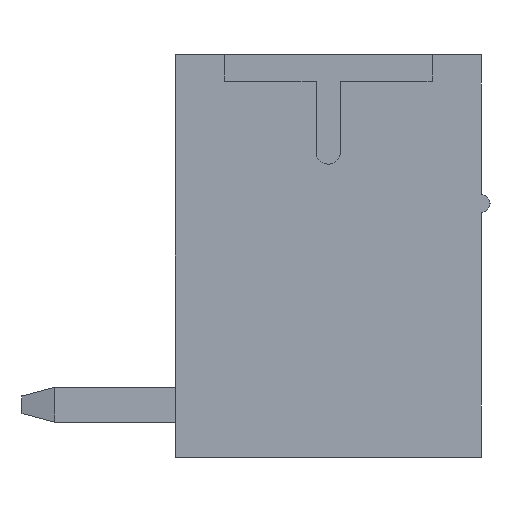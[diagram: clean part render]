
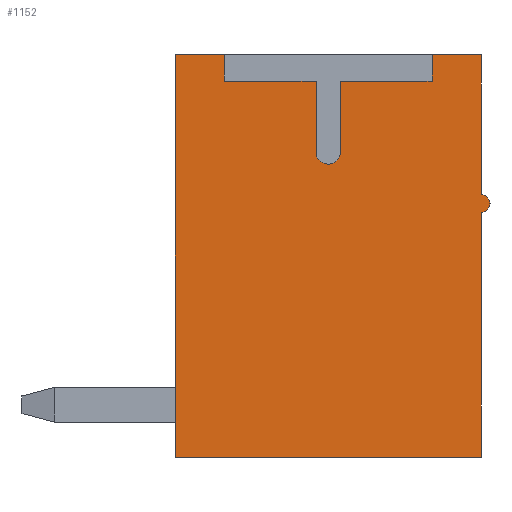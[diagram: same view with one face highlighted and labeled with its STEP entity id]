
A CAD part, left-side view. The second image highlights one B-rep face of the part: STEP entity #1152.
In plain terms, the highlighted planar face has unit normal (-1, 0, 0).
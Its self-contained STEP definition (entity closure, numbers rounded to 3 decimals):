
#1152 = ADVANCED_FACE( '', ( #2391 ), #2392, .F. );
#2391 = FACE_OUTER_BOUND( '', #3734, .T. );
#2392 = PLANE( '', #3735 );
#3734 = EDGE_LOOP( '', ( #6876, #6877, #6878, #6879, #6880, #6881, #6882, #6883, #6884, #6885, #6886, #6887, #6888, #6889 ) );
#3735 = AXIS2_PLACEMENT_3D( '', #6890, #6891, #6892 );
#6876 = ORIENTED_EDGE( '', *, *, #8669, .T. );
#6877 = ORIENTED_EDGE( '', *, *, #9592, .T. );
#6878 = ORIENTED_EDGE( '', *, *, #9593, .T. );
#6879 = ORIENTED_EDGE( '', *, *, #8850, .T. );
#6880 = ORIENTED_EDGE( '', *, *, #9594, .T. );
#6881 = ORIENTED_EDGE( '', *, *, #8402, .T. );
#6882 = ORIENTED_EDGE( '', *, *, #9211, .T. );
#6883 = ORIENTED_EDGE( '', *, *, #9179, .T. );
#6884 = ORIENTED_EDGE( '', *, *, #8433, .T. );
#6885 = ORIENTED_EDGE( '', *, *, #9595, .T. );
#6886 = ORIENTED_EDGE( '', *, *, #9596, .T. );
#6887 = ORIENTED_EDGE( '', *, *, #8689, .T. );
#6888 = ORIENTED_EDGE( '', *, *, #9230, .T. );
#6889 = ORIENTED_EDGE( '', *, *, #8579, .T. );
#6890 = CARTESIAN_POINT( '', ( -17.59, 0., 2.375 ) );
#6891 = DIRECTION( '', ( 1., 0., 0. ) );
#6892 = DIRECTION( '', ( 0., 0., -1. ) );
#8402 = EDGE_CURVE( '', #10140, #10138, #10141, .T. );
#8433 = EDGE_CURVE( '', #10194, #10192, #10195, .T. );
#8579 = EDGE_CURVE( '', #10450, #10451, #10452, .F. );
#8669 = EDGE_CURVE( '', #10451, #10607, #10608, .T. );
#8689 = EDGE_CURVE( '', #10641, #10642, #10643, .T. );
#8850 = EDGE_CURVE( '', #10916, #10914, #10917, .T. );
#9179 = EDGE_CURVE( '', #11418, #10194, #11419, .T. );
#9211 = EDGE_CURVE( '', #10138, #11418, #11460, .T. );
#9230 = EDGE_CURVE( '', #10642, #10450, #11487, .T. );
#9592 = EDGE_CURVE( '', #10607, #11971, #11972, .T. );
#9593 = EDGE_CURVE( '', #11971, #10916, #11973, .T. );
#9594 = EDGE_CURVE( '', #10914, #10140, #11974, .T. );
#9595 = EDGE_CURVE( '', #10192, #11975, #11976, .T. );
#9596 = EDGE_CURVE( '', #11975, #10641, #11977, .T. );
#10138 = VERTEX_POINT( '', #12663 );
#10140 = VERTEX_POINT( '', #12666 );
#10141 = CIRCLE( '', #12667, 0.275 );
#10192 = VERTEX_POINT( '', #12739 );
#10194 = VERTEX_POINT( '', #12742 );
#10195 = LINE( '', #12743, #12744 );
#10450 = VERTEX_POINT( '', #13112 );
#10451 = VERTEX_POINT( '', #13113 );
#10452 = CIRCLE( '', #13114, 0.2 );
#10607 = VERTEX_POINT( '', #13336 );
#10608 = LINE( '', #13337, #13338 );
#10641 = VERTEX_POINT( '', #13386 );
#10642 = VERTEX_POINT( '', #13387 );
#10643 = LINE( '', #13388, #13389 );
#10914 = VERTEX_POINT( '', #13788 );
#10916 = VERTEX_POINT( '', #13791 );
#10917 = LINE( '', #13792, #13793 );
#11418 = VERTEX_POINT( '', #14529 );
#11419 = LINE( '', #14530, #14531 );
#11460 = LINE( '', #14595, #14596 );
#11487 = LINE( '', #14636, #14637 );
#11971 = VERTEX_POINT( '', #15365 );
#11972 = LINE( '', #15366, #15367 );
#11973 = LINE( '', #15368, #15369 );
#11974 = LINE( '', #15370, #15371 );
#11975 = VERTEX_POINT( '', #15372 );
#11976 = LINE( '', #15373, #15374 );
#11977 = LINE( '', #15375, #15376 );
#12663 = CARTESIAN_POINT( '', ( -17.59, 0.275, 2.375 ) );
#12666 = CARTESIAN_POINT( '', ( -17.59, -0.275, 2.375 ) );
#12667 = AXIS2_PLACEMENT_3D( '', #15967, #15968, #15969 );
#12739 = CARTESIAN_POINT( '', ( -17.59, 2.375, 4.6 ) );
#12742 = CARTESIAN_POINT( '', ( -17.59, 2.375, 4. ) );
#12743 = CARTESIAN_POINT( '', ( -17.59, 2.375, 4. ) );
#12744 = VECTOR( '', #15998, 1000. );
#13112 = CARTESIAN_POINT( '', ( -17.59, -3.5, 1. ) );
#13113 = CARTESIAN_POINT( '', ( -17.59, -3.5, 1.4 ) );
#13114 = AXIS2_PLACEMENT_3D( '', #16130, #16131, #16132 );
#13336 = CARTESIAN_POINT( '', ( -17.59, -3.5, 4.6 ) );
#13337 = CARTESIAN_POINT( '', ( -17.59, -3.5, 1.4 ) );
#13338 = VECTOR( '', #16212, 1000. );
#13386 = CARTESIAN_POINT( '', ( -17.59, 3.5, -4.6 ) );
#13387 = CARTESIAN_POINT( '', ( -17.59, -3.5, -4.6 ) );
#13388 = CARTESIAN_POINT( '', ( -17.59, 3.5, -4.6 ) );
#13389 = VECTOR( '', #16228, 1000. );
#13788 = CARTESIAN_POINT( '', ( -17.59, -0.275, 4. ) );
#13791 = CARTESIAN_POINT( '', ( -17.59, -2.375, 4. ) );
#13792 = CARTESIAN_POINT( '', ( -17.59, -2.375, 4. ) );
#13793 = VECTOR( '', #16382, 1000. );
#14529 = CARTESIAN_POINT( '', ( -17.59, 0.275, 4. ) );
#14530 = CARTESIAN_POINT( '', ( -17.59, 0.275, 4. ) );
#14531 = VECTOR( '', #16678, 1000. );
#14595 = CARTESIAN_POINT( '', ( -17.59, 0.275, 2.375 ) );
#14596 = VECTOR( '', #16705, 1000. );
#14636 = CARTESIAN_POINT( '', ( -17.59, -3.5, -4.6 ) );
#14637 = VECTOR( '', #16719, 1000. );
#15365 = CARTESIAN_POINT( '', ( -17.59, -2.375, 4.6 ) );
#15366 = CARTESIAN_POINT( '', ( -17.59, -3.871, 4.6 ) );
#15367 = VECTOR( '', #17003, 1000. );
#15368 = CARTESIAN_POINT( '', ( -17.59, -2.375, 4.6 ) );
#15369 = VECTOR( '', #17004, 1000. );
#15370 = CARTESIAN_POINT( '', ( -17.59, -0.275, 4. ) );
#15371 = VECTOR( '', #17005, 1000. );
#15372 = CARTESIAN_POINT( '', ( -17.59, 3.5, 4.6 ) );
#15373 = CARTESIAN_POINT( '', ( -17.59, 2.375, 4.6 ) );
#15374 = VECTOR( '', #17006, 1000. );
#15375 = CARTESIAN_POINT( '', ( -17.59, 3.5, 4.6 ) );
#15376 = VECTOR( '', #17007, 1000. );
#15967 = CARTESIAN_POINT( '', ( -17.59, 0., 2.375 ) );
#15968 = DIRECTION( '', ( 1., 0., 0. ) );
#15969 = DIRECTION( '', ( 0., -1., 0. ) );
#15998 = DIRECTION( '', ( 0., 0., 1. ) );
#16130 = CARTESIAN_POINT( '', ( -17.59, -3.5, 1.2 ) );
#16131 = DIRECTION( '', ( 1., 0., 0. ) );
#16132 = DIRECTION( '', ( 0., 0., -1. ) );
#16212 = DIRECTION( '', ( 0., 0., 1. ) );
#16228 = DIRECTION( '', ( 0., -1., 0. ) );
#16382 = DIRECTION( '', ( 0., 1., 0. ) );
#16678 = DIRECTION( '', ( 0., 1., 0. ) );
#16705 = DIRECTION( '', ( 0., 0., 1. ) );
#16719 = DIRECTION( '', ( 0., 0., 1. ) );
#17003 = DIRECTION( '', ( 0., 1., 0. ) );
#17004 = DIRECTION( '', ( 0., 0., -1. ) );
#17005 = DIRECTION( '', ( 0., 0., -1. ) );
#17006 = DIRECTION( '', ( 0., 1., 0. ) );
#17007 = DIRECTION( '', ( 0., 0., -1. ) );
